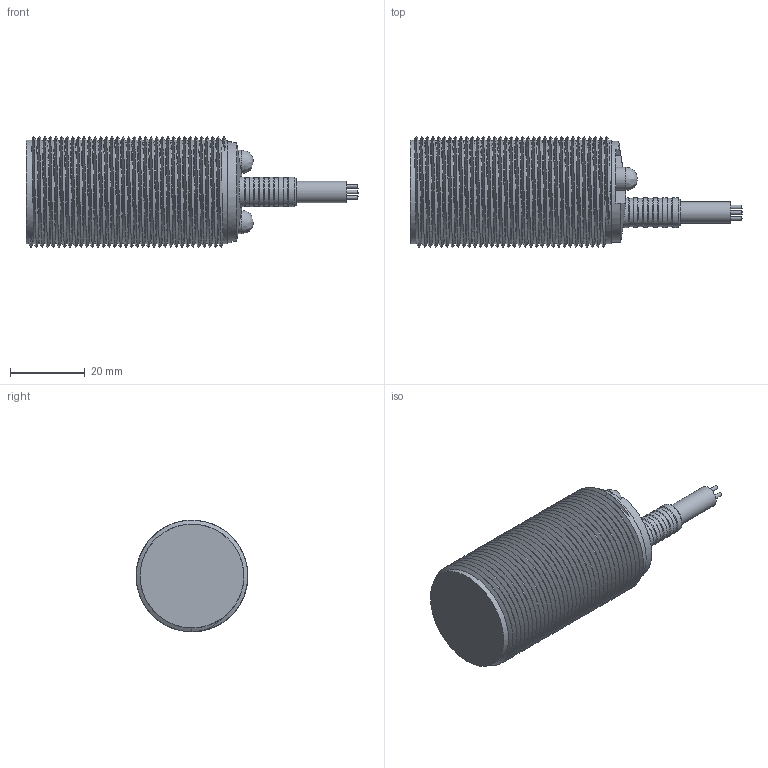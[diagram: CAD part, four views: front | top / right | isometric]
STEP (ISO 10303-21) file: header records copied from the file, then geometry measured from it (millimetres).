
FILE_DESCRIPTION(('FreeCAD Model'),'2;1');
FILE_NAME('FCM1-3010X-X4UX.stp','2021-12-09T09:06:51',( 'Author'),(''),'Open CASCADE STEP processor 7.3','FreeCAD','Unknown' );
FILE_SCHEMA(('AUTOMOTIVE_DESIGN { 1 0 10303 214 1 1 1 1 }'));
Length unit declared in the file: millimetre
Products named in the file (1): FCM1-3010X-X4UX
Bounding box: 89 x 29.9 x 29.9 mm (x, y, z)
Volume: 36508.8 mm3; surface area: 10854.2 mm2
Topology: 1 solids, 1 shells, 92 faces, 227 edges, 143 vertices
Faces by surface type: bspline 92
Entity records: 11478 total; most frequent: CARTESIAN_POINT 7601, ORIENTED_EDGE 450, PCURVE 450, DEFINITIONAL_REPRESENTATION 450, B_SPLINE_CURVE_WITH_KNOTS 332, EDGE_CURVE 225, DIRECTION 212, LINE 210
